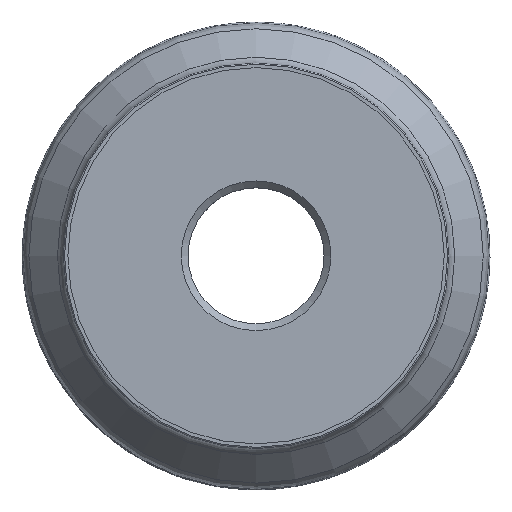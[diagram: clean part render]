
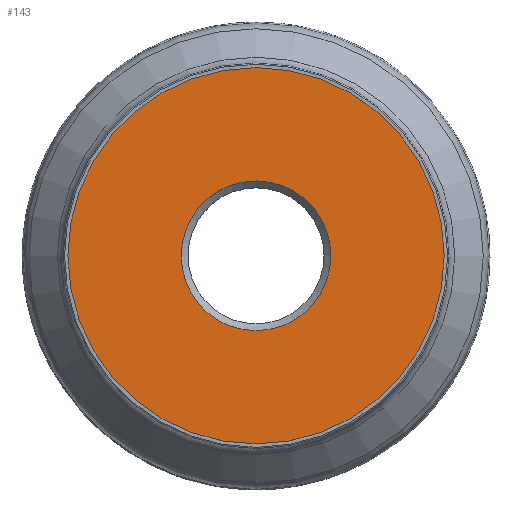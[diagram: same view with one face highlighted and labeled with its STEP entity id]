
A CAD part, top view. The second image highlights one B-rep face of the part: STEP entity #143.
In plain terms, the highlighted planar face has unit normal (0, 0, 1).
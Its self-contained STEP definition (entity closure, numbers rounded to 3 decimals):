
#123=PLANE('',#740);
#143=ADVANCED_FACE('CLONE_TP_FACE',(#191,#192),#123,.T.);
#191=FACE_BOUND('',#240,.T.);
#192=FACE_BOUND('',#241,.T.);
#240=EDGE_LOOP('',(#288));
#241=EDGE_LOOP('',(#289));
#288=ORIENTED_EDGE('',*,*,#345,.F.);
#289=ORIENTED_EDGE('',*,*,#340,.T.);
#315=VERTEX_POINT('',#1038);
#320=VERTEX_POINT('',#1052);
#340=EDGE_CURVE('',#315,#315,#364,.T.);
#345=EDGE_CURVE('',#320,#320,#369,.T.);
#364=CIRCLE('',#730,83.);
#369=CIRCLE('',#739,33.008);
#730=AXIS2_PLACEMENT_3D('',#1037,#878,#879);
#739=AXIS2_PLACEMENT_3D('',#1051,#896,#897);
#740=AXIS2_PLACEMENT_3D('',#1053,#898,#899);
#878=DIRECTION('',(0.,0.,1.));
#879=DIRECTION('',(1.,0.,0.));
#896=DIRECTION('',(0.,0.,1.));
#897=DIRECTION('',(1.,0.,0.));
#898=DIRECTION('',(0.,0.,1.));
#899=DIRECTION('',(1.,0.,0.));
#1037=CARTESIAN_POINT('',(0.,0.,0.));
#1038=CARTESIAN_POINT('',(83.,0.,0.));
#1051=CARTESIAN_POINT('',(0.,0.,0.));
#1052=CARTESIAN_POINT('',(33.008,0.,0.));
#1053=CARTESIAN_POINT('',(84.,0.,0.));
